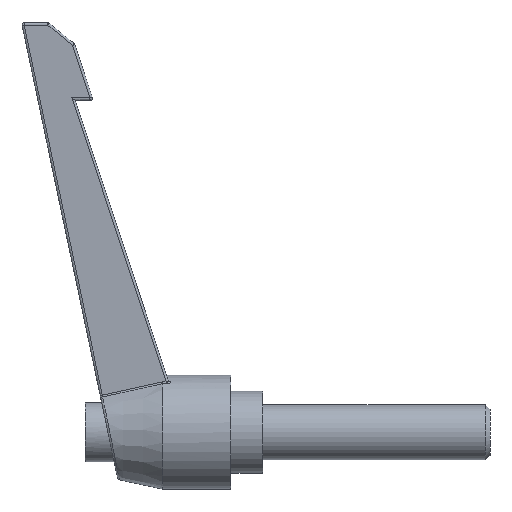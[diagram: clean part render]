
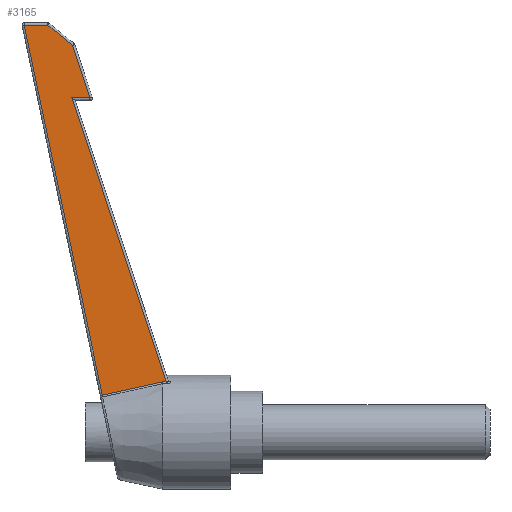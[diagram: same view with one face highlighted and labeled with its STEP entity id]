
A CAD part, left-side view. The second image highlights one B-rep face of the part: STEP entity #3165.
In plain terms, the highlighted planar face has unit normal (-0.999, 0.054, -0.005).
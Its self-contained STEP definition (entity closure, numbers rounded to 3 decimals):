
#102 = CARTESIAN_POINT ( 'NONE',  ( -5.571, 34.786, 85.056 ) ) ;
#273 = ORIENTED_EDGE ( 'NONE', *, *, #2319, .T. ) ;
#287 = EDGE_CURVE ( 'NONE', #491, #658, #4870, .T. ) ;
#392 = CARTESIAN_POINT ( 'NONE',  ( -5.022, 45.41, 89.513 ) ) ;
#467 = VERTEX_POINT ( 'NONE', #3186 ) ;
#491 = VERTEX_POINT ( 'NONE', #4845 ) ;
#538 = CARTESIAN_POINT ( 'NONE',  ( -6.297, 14.758, 11.085 ) ) ;
#544 = CARTESIAN_POINT ( 'NONE',  ( -6.325, 14.223, 11.067 ) ) ;
#561 = B_SPLINE_CURVE_WITH_KNOTS ( 'NONE', 3,
 ( #2888, #4125, #2393, #4038 ),
 .UNSPECIFIED., .F., .F.,
 ( 4, 4 ),
 ( 0., 1. ),
 .UNSPECIFIED. ) ;
#606 = CARTESIAN_POINT ( 'NONE',  ( -6.498, 10.045, 0.153 ) ) ;
#608 = CARTESIAN_POINT ( 'NONE',  ( -5.022, 45.41, 89.513 ) ) ;
#634 = DIRECTION ( 'NONE',  ( -0.999, 0.054, -0.005 ) ) ;
#658 = VERTEX_POINT ( 'NONE', #3304 ) ;
#684 = VERTEX_POINT ( 'NONE', #4548 ) ;
#1097 = CARTESIAN_POINT ( 'NONE',  ( -5.202, 39.685, 62.399 ) ) ;
#1303 = CARTESIAN_POINT ( 'NONE',  ( -5.672, 32.231, 77.361 ) ) ;
#1335 = ORIENTED_EDGE ( 'NONE', *, *, #1739, .T. ) ;
#1415 = CARTESIAN_POINT ( 'NONE',  ( -5.381, 33.96, 35.284 ) ) ;
#1445 = CARTESIAN_POINT ( 'NONE',  ( -5.651, 32.287, 73.513 ) ) ;
#1473 = B_SPLINE_CURVE_WITH_KNOTS ( 'NONE', 3,
 ( #3249, #2473, #3221, #4880 ),
 .UNSPECIFIED., .F., .F.,
 ( 4, 4 ),
 ( 0., 1. ),
 .UNSPECIFIED. ) ;
#1538 = B_SPLINE_CURVE_WITH_KNOTS ( 'NONE', 3,
 ( #608, #1097, #1415, #4753 ),
 .UNSPECIFIED., .F., .F.,
 ( 4, 4 ),
 ( 0., 1. ),
 .UNSPECIFIED. ) ;
#1548 = ORIENTED_EDGE ( 'NONE', *, *, #2469, .T. ) ;
#1561 = ORIENTED_EDGE ( 'NONE', *, *, #4720, .T. ) ;
#1610 = CARTESIAN_POINT ( 'NONE',  ( -5.209, 41.941, 89.513 ) ) ;
#1739 = EDGE_CURVE ( 'NONE', #3070, #4022, #2278, .T. ) ;
#1852 = CARTESIAN_POINT ( 'NONE',  ( -5.579, 33.621, 73.513 ) ) ;
#1977 = CARTESIAN_POINT ( 'NONE',  ( -5.302, 40.206, 89.513 ) ) ;
#2019 = CARTESIAN_POINT ( 'NONE',  ( -5.116, 43.675, 89.513 ) ) ;
#2028 = B_SPLINE_CURVE_WITH_KNOTS ( 'NONE', 3,
 ( #5166, #1852, #1445, #3506 ),
 .UNSPECIFIED., .F., .F.,
 ( 4, 4 ),
 ( 0., 1. ),
 .UNSPECIFIED. ) ;
#2070 = AXIS2_PLACEMENT_3D ( 'NONE', #606, #634, #2285 ) ;
#2129 = EDGE_LOOP ( 'NONE', ( #1561, #273, #4262, #2403, #1548, #2625, #1335, #2248 ) ) ;
#2248 = ORIENTED_EDGE ( 'NONE', *, *, #3673, .T. ) ;
#2278 = B_SPLINE_CURVE_WITH_KNOTS ( 'NONE', 3,
 ( #4070, #1610, #2019, #4514 ),
 .UNSPECIFIED., .F., .F.,
 ( 4, 4 ),
 ( 0., 1. ),
 .UNSPECIFIED. ) ;
#2285 = DIRECTION ( 'NONE',  ( -0.054, -0.999, 0. ) ) ;
#2319 = EDGE_CURVE ( 'NONE', #467, #491, #4023, .T. ) ;
#2393 = CARTESIAN_POINT ( 'NONE',  ( -6.004, 20.109, 9.987 ) ) ;
#2403 = ORIENTED_EDGE ( 'NONE', *, *, #2693, .T. ) ;
#2469 = EDGE_CURVE ( 'NONE', #4263, #3647, #3244, .T. ) ;
#2473 = CARTESIAN_POINT ( 'NONE',  ( -5.482, 36.593, 86.542 ) ) ;
#2570 = CARTESIAN_POINT ( 'NONE',  ( -6.282, 15.026, 11.093 ) ) ;
#2625 = ORIENTED_EDGE ( 'NONE', *, *, #4237, .T. ) ;
#2693 = EDGE_CURVE ( 'NONE', #658, #4263, #2028, .T. ) ;
#2888 = CARTESIAN_POINT ( 'NONE',  ( -5.56, 28.235, 8.17 ) ) ;
#3070 = VERTEX_POINT ( 'NONE', #1977 ) ;
#3165 = ADVANCED_FACE ( 'NONE', ( #4057 ), #3528, .T. ) ;
#3186 = CARTESIAN_POINT ( 'NONE',  ( -6.282, 15.026, 11.093 ) ) ;
#3221 = CARTESIAN_POINT ( 'NONE',  ( -5.392, 38.399, 88.028 ) ) ;
#3244 = B_SPLINE_CURVE_WITH_KNOTS ( 'NONE', 3,
 ( #3338, #1303, #4613, #4091 ),
 .UNSPECIFIED., .F., .F.,
 ( 4, 4 ),
 ( 0., 1. ),
 .UNSPECIFIED. ) ;
#3249 = CARTESIAN_POINT ( 'NONE',  ( -5.571, 34.786, 85.056 ) ) ;
#3304 = CARTESIAN_POINT ( 'NONE',  ( -5.508, 34.954, 73.513 ) ) ;
#3338 = CARTESIAN_POINT ( 'NONE',  ( -5.723, 30.954, 73.513 ) ) ;
#3439 = CARTESIAN_POINT ( 'NONE',  ( -5.78, 28.043, 52.698 ) ) ;
#3506 = CARTESIAN_POINT ( 'NONE',  ( -5.723, 30.954, 73.513 ) ) ;
#3528 = PLANE ( 'NONE',  #2070 ) ;
#3647 = VERTEX_POINT ( 'NONE', #102 ) ;
#3673 = EDGE_CURVE ( 'NONE', #4022, #684, #1538, .T. ) ;
#4022 = VERTEX_POINT ( 'NONE', #392 ) ;
#4023 = B_SPLINE_CURVE_WITH_KNOTS ( 'NONE', 3,
 ( #2570, #538, #4221, #5096 ),
 .UNSPECIFIED., .F., .F.,
 ( 4, 4 ),
 ( 0., 1. ),
 .UNSPECIFIED. ) ;
#4038 = CARTESIAN_POINT ( 'NONE',  ( -6.282, 15.026, 11.093 ) ) ;
#4057 = FACE_OUTER_BOUND ( 'NONE', #2129, .T. ) ;
#4070 = CARTESIAN_POINT ( 'NONE',  ( -5.302, 40.206, 89.513 ) ) ;
#4091 = CARTESIAN_POINT ( 'NONE',  ( -5.571, 34.786, 85.056 ) ) ;
#4125 = CARTESIAN_POINT ( 'NONE',  ( -5.764, 24.513, 9.012 ) ) ;
#4221 = CARTESIAN_POINT ( 'NONE',  ( -6.311, 14.49, 11.076 ) ) ;
#4237 = EDGE_CURVE ( 'NONE', #3647, #3070, #1473, .T. ) ;
#4262 = ORIENTED_EDGE ( 'NONE', *, *, #287, .T. ) ;
#4263 = VERTEX_POINT ( 'NONE', #5120 ) ;
#4514 = CARTESIAN_POINT ( 'NONE',  ( -5.022, 45.41, 89.513 ) ) ;
#4548 = CARTESIAN_POINT ( 'NONE',  ( -5.56, 28.235, 8.17 ) ) ;
#4613 = CARTESIAN_POINT ( 'NONE',  ( -5.622, 33.509, 81.209 ) ) ;
#4720 = EDGE_CURVE ( 'NONE', #684, #467, #561, .T. ) ;
#4753 = CARTESIAN_POINT ( 'NONE',  ( -5.56, 28.235, 8.17 ) ) ;
#4845 = CARTESIAN_POINT ( 'NONE',  ( -6.325, 14.223, 11.067 ) ) ;
#4870 = B_SPLINE_CURVE_WITH_KNOTS ( 'NONE', 3,
 ( #544, #5128, #3439, #5102 ),
 .UNSPECIFIED., .F., .F.,
 ( 4, 4 ),
 ( 0., 1. ),
 .UNSPECIFIED. ) ;
#4880 = CARTESIAN_POINT ( 'NONE',  ( -5.302, 40.206, 89.513 ) ) ;
#5096 = CARTESIAN_POINT ( 'NONE',  ( -6.325, 14.223, 11.067 ) ) ;
#5102 = CARTESIAN_POINT ( 'NONE',  ( -5.508, 34.954, 73.513 ) ) ;
#5120 = CARTESIAN_POINT ( 'NONE',  ( -5.723, 30.954, 73.513 ) ) ;
#5128 = CARTESIAN_POINT ( 'NONE',  ( -6.053, 21.133, 31.882 ) ) ;
#5166 = CARTESIAN_POINT ( 'NONE',  ( -5.508, 34.954, 73.513 ) ) ;
